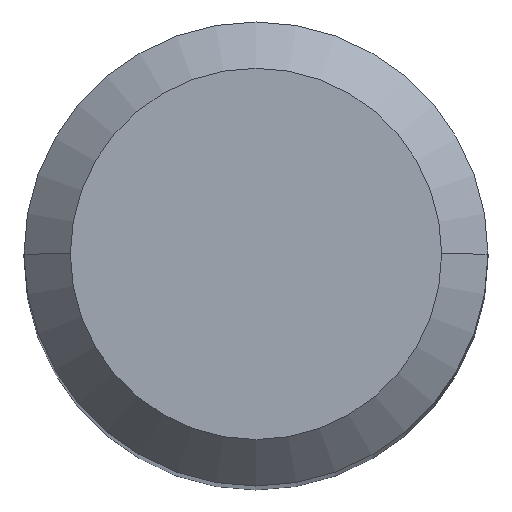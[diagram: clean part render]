
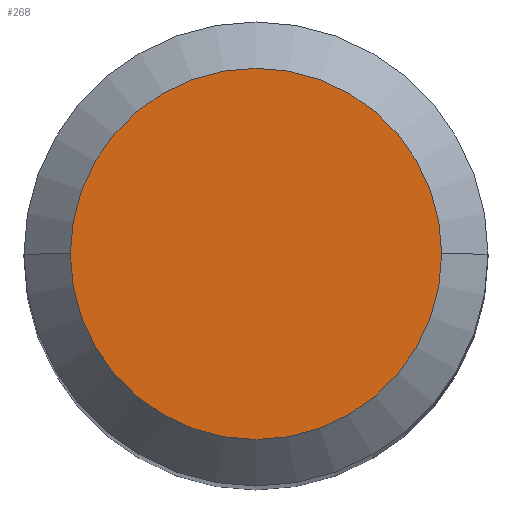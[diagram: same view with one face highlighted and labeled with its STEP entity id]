
A CAD part, top view. The second image highlights one B-rep face of the part: STEP entity #268.
In plain terms, the highlighted planar face has unit normal (0, 0, 1).
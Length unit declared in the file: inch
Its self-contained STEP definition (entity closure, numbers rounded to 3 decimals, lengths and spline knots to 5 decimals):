
#10 = CARTESIAN_POINT ( 'NONE',  ( 0., 0., 0. ) ) ;
#88 = EDGE_LOOP ( 'NONE', ( #377, #475 ) ) ;
#97 = FACE_OUTER_BOUND ( 'NONE', #88, .T. ) ;
#117 = CARTESIAN_POINT ( 'NONE',  ( 0., 0., 0. ) ) ;
#126 = CIRCLE ( 'NONE', #439, 0.09448 ) ;
#134 = DIRECTION ( 'NONE',  ( 1., 0., 0. ) ) ;
#159 = VERTEX_POINT ( 'NONE', #363 ) ;
#174 = DIRECTION ( 'NONE',  ( 0., 0., 1. ) ) ;
#188 = DIRECTION ( 'NONE',  ( -1., 0., 0. ) ) ;
#245 = CARTESIAN_POINT ( 'NONE',  ( 0.09448, 0., 0. ) ) ;
#254 = AXIS2_PLACEMENT_3D ( 'NONE', #383, #424, #188 ) ;
#255 = EDGE_CURVE ( 'NONE', #394, #159, #262, .T. ) ;
#256 = PLANE ( 'NONE',  #254 ) ;
#262 = CIRCLE ( 'NONE', #378, 0.09448 ) ;
#268 = ADVANCED_FACE ( 'NONE', ( #97 ), #256, .F. ) ;
#274 = DIRECTION ( 'NONE',  ( 0., 0., 1. ) ) ;
#295 = DIRECTION ( 'NONE',  ( 1., 0., 0. ) ) ;
#325 = EDGE_CURVE ( 'NONE', #159, #394, #126, .T. ) ;
#363 = CARTESIAN_POINT ( 'NONE',  ( -0.09448, 0., 0. ) ) ;
#377 = ORIENTED_EDGE ( 'NONE', *, *, #325, .T. ) ;
#378 = AXIS2_PLACEMENT_3D ( 'NONE', #10, #174, #295 ) ;
#383 = CARTESIAN_POINT ( 'NONE',  ( 0., 0., 0. ) ) ;
#394 = VERTEX_POINT ( 'NONE', #245 ) ;
#424 = DIRECTION ( 'NONE',  ( 0., 0., -1. ) ) ;
#439 = AXIS2_PLACEMENT_3D ( 'NONE', #117, #274, #134 ) ;
#475 = ORIENTED_EDGE ( 'NONE', *, *, #255, .T. ) ;
